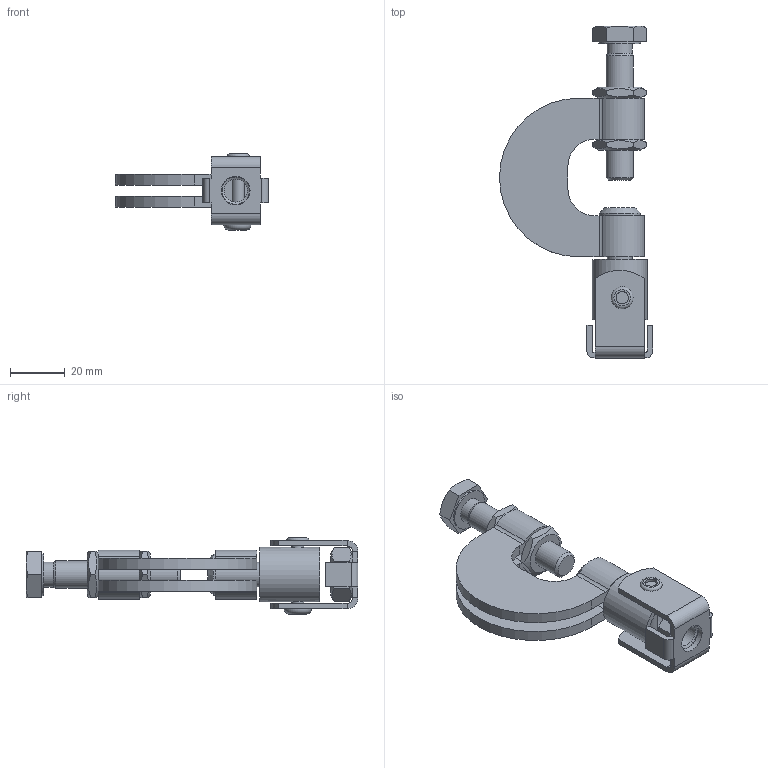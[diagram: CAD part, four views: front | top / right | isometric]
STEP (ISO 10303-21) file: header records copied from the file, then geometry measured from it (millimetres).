
FILE_DESCRIPTION((''),'2;1');
FILE_NAME('130261.stp','2010-07-20T13:44:19',('DMK009'),(''),'Autodesk Inventor 2010','Autodesk Inventor 2010','');
FILE_SCHEMA(('AUTOMOTIVE_DESIGN { 1 0 10303 214 1 1 1 1 }'));
Length unit declared in the file: millimetre
Products named in the file (1): 130261
Bounding box: 56 x 121.4 x 28 mm (x, y, z)
Volume: 32378.2 mm3; surface area: 20517.9 mm2
Topology: 2 solids, 2 shells, 145 faces, 368 edges, 231 vertices
Faces by surface type: plane 77, cylinder 40, cone 17, bspline 9, torus 2
Full cylindrical faces by diameter (mm): 4.5 x2, 9 x1, 9.188 x1, 10 x2, 10.5 x1, 15 x1, 15.4 x1, 16 x1, 20 x1
Entity records: 4416 total; most frequent: CARTESIAN_POINT 1059, ORIENTED_EDGE 668, DIRECTION 664, EDGE_CURVE 334, AXIS2_PLACEMENT_3D 253, VERTEX_POINT 224, EDGE_LOOP 192, VECTOR 158
